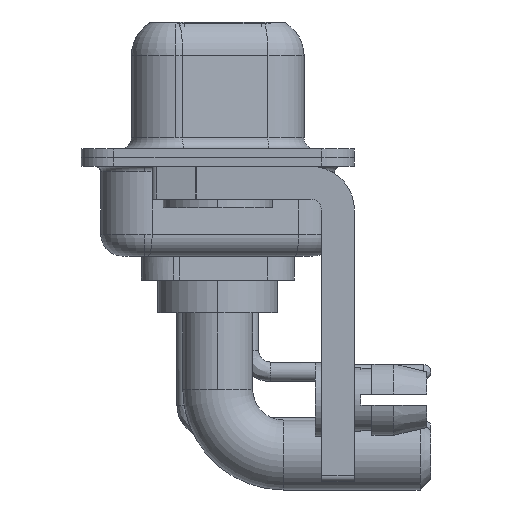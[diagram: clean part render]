
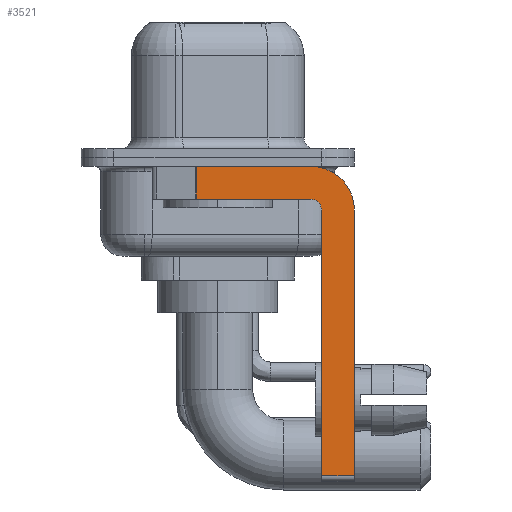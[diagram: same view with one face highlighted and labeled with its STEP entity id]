
A CAD part, left-side view. The second image highlights one B-rep face of the part: STEP entity #3521.
In plain terms, the highlighted planar face has unit normal (-1, 0, 0).
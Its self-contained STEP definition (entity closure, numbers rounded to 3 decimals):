
#1 = CARTESIAN_POINT ( 'NONE',  ( -2.9, -4.25, -2.4 ) ) ;
#225 = EDGE_CURVE ( 'NONE', #21146, #14707, #8944, .T. ) ;
#357 = CARTESIAN_POINT ( 'NONE',  ( -2.9, -4.25, -2.4 ) ) ;
#1150 = CARTESIAN_POINT ( 'NONE',  ( -2.9, 0.978, -0.4 ) ) ;
#1483 = VERTEX_POINT ( 'NONE', #6727 ) ;
#1651 = DIRECTION ( 'NONE',  ( 0., 0., -1. ) ) ;
#1890 = DIRECTION ( 'NONE',  ( 0., 1., 0. ) ) ;
#2953 = EDGE_CURVE ( 'NONE', #21146, #14339, #19797, .T. ) ;
#2979 = VECTOR ( 'NONE', #1890, 1000. ) ;
#3521 = ADVANCED_FACE ( 'NONE', ( #7083 ), #20210, .F. ) ;
#4099 = VECTOR ( 'NONE', #21763, 1000. ) ;
#4626 = VECTOR ( 'NONE', #5475, 1000. ) ;
#5138 = EDGE_CURVE ( 'NONE', #1483, #6068, #8411, .T. ) ;
#5475 = DIRECTION ( 'NONE',  ( 0., 0., 1. ) ) ;
#5635 = LINE ( 'NONE', #12786, #20699 ) ;
#5971 = ORIENTED_EDGE ( 'NONE', *, *, #2953, .F. ) ;
#6068 = VERTEX_POINT ( 'NONE', #19840 ) ;
#6546 = CARTESIAN_POINT ( 'NONE',  ( -2.9, 0.978, -1.9 ) ) ;
#6588 = ORIENTED_EDGE ( 'NONE', *, *, #13550, .F. ) ;
#6727 = CARTESIAN_POINT ( 'NONE',  ( -2.9, -4.25, -0.4 ) ) ;
#7083 = FACE_OUTER_BOUND ( 'NONE', #12686, .T. ) ;
#7286 = DIRECTION ( 'NONE',  ( 0., 0., -1. ) ) ;
#7520 = ORIENTED_EDGE ( 'NONE', *, *, #22926, .T. ) ;
#7997 = EDGE_CURVE ( 'NONE', #13870, #1483, #22026, .T. ) ;
#8411 = CIRCLE ( 'NONE', #19298, 2. ) ;
#8628 = ORIENTED_EDGE ( 'NONE', *, *, #15027, .F. ) ;
#8944 = LINE ( 'NONE', #20115, #4099 ) ;
#10573 = DIRECTION ( 'NONE',  ( -1., 0., 0. ) ) ;
#10638 = ORIENTED_EDGE ( 'NONE', *, *, #225, .T. ) ;
#10720 = LINE ( 'NONE', #17898, #2979 ) ;
#11152 = LINE ( 'NONE', #12571, #13423 ) ;
#11579 = VERTEX_POINT ( 'NONE', #20834 ) ;
#12063 = VERTEX_POINT ( 'NONE', #6546 ) ;
#12242 = CARTESIAN_POINT ( 'NONE',  ( -2.9, -4.75, -2.4 ) ) ;
#12250 = DIRECTION ( 'NONE',  ( 1., 0., 0. ) ) ;
#12571 = CARTESIAN_POINT ( 'NONE',  ( -2.9, 0.978, -1.9 ) ) ;
#12686 = EDGE_LOOP ( 'NONE', ( #22630, #7520, #20995, #6588, #5971, #10638, #8628, #22939 ) ) ;
#12786 = CARTESIAN_POINT ( 'NONE',  ( -2.9, -6.25, -2.4 ) ) ;
#13012 = EDGE_CURVE ( 'NONE', #11579, #12063, #10720, .T. ) ;
#13423 = VECTOR ( 'NONE', #7286, 1000. ) ;
#13550 = EDGE_CURVE ( 'NONE', #14339, #11579, #20249, .T. ) ;
#13870 = VERTEX_POINT ( 'NONE', #1150 ) ;
#14141 = DIRECTION ( 'NONE',  ( 0., 0., -1. ) ) ;
#14339 = VERTEX_POINT ( 'NONE', #12242 ) ;
#14596 = CARTESIAN_POINT ( 'NONE',  ( -2.9, -4.25, -2.4 ) ) ;
#14707 = VERTEX_POINT ( 'NONE', #22111 ) ;
#15027 = EDGE_CURVE ( 'NONE', #6068, #14707, #5635, .T. ) ;
#15773 = CARTESIAN_POINT ( 'NONE',  ( -2.9, -4.75, -14.55 ) ) ;
#17749 = DIRECTION ( 'NONE',  ( 0., 0., 1. ) ) ;
#17898 = CARTESIAN_POINT ( 'NONE',  ( -2.9, -4.25, -1.9 ) ) ;
#18045 = CARTESIAN_POINT ( 'NONE',  ( -2.9, -4.75, -14.8 ) ) ;
#18279 = CARTESIAN_POINT ( 'NONE',  ( -2.9, 3., -0.4 ) ) ;
#18638 = DIRECTION ( 'NONE',  ( 0., -1., 0. ) ) ;
#19298 = AXIS2_PLACEMENT_3D ( 'NONE', #14596, #21784, #14141 ) ;
#19434 = DIRECTION ( 'NONE',  ( 0., 0., -1. ) ) ;
#19797 = LINE ( 'NONE', #18045, #4626 ) ;
#19840 = CARTESIAN_POINT ( 'NONE',  ( -2.9, -6.25, -2.4 ) ) ;
#20115 = CARTESIAN_POINT ( 'NONE',  ( -2.9, -4.25, -14.55 ) ) ;
#20210 = PLANE ( 'NONE',  #20780 ) ;
#20249 = CIRCLE ( 'NONE', #21774, 0.5 ) ;
#20699 = VECTOR ( 'NONE', #1651, 1000. ) ;
#20780 = AXIS2_PLACEMENT_3D ( 'NONE', #357, #12250, #19434 ) ;
#20834 = CARTESIAN_POINT ( 'NONE',  ( -2.9, -4.25, -1.9 ) ) ;
#20995 = ORIENTED_EDGE ( 'NONE', *, *, #13012, .F. ) ;
#21146 = VERTEX_POINT ( 'NONE', #15773 ) ;
#21763 = DIRECTION ( 'NONE',  ( 0., -1., 0. ) ) ;
#21774 = AXIS2_PLACEMENT_3D ( 'NONE', #1, #10573, #17749 ) ;
#21784 = DIRECTION ( 'NONE',  ( 1., 0., 0. ) ) ;
#22026 = LINE ( 'NONE', #18279, #23202 ) ;
#22111 = CARTESIAN_POINT ( 'NONE',  ( -2.9, -6.25, -14.55 ) ) ;
#22630 = ORIENTED_EDGE ( 'NONE', *, *, #7997, .F. ) ;
#22926 = EDGE_CURVE ( 'NONE', #13870, #12063, #11152, .T. ) ;
#22939 = ORIENTED_EDGE ( 'NONE', *, *, #5138, .F. ) ;
#23202 = VECTOR ( 'NONE', #18638, 1000. ) ;
